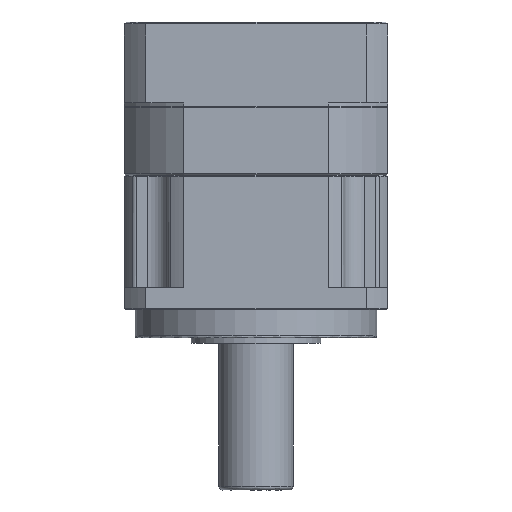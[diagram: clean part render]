
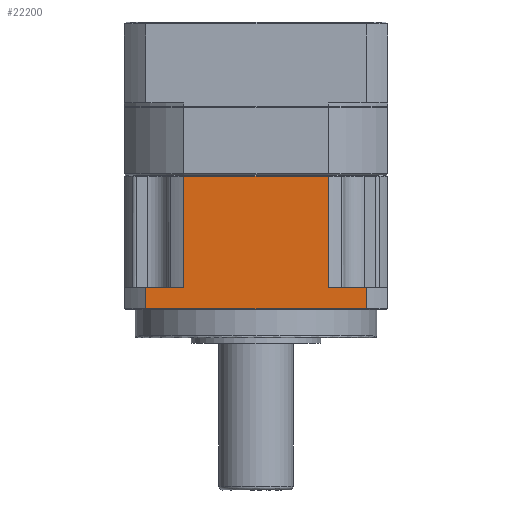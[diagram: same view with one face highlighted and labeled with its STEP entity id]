
A CAD part, front view. The second image highlights one B-rep face of the part: STEP entity #22200.
In plain terms, the highlighted planar face has unit normal (0, -1, 0).
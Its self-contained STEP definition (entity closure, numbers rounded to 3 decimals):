
#100 = EDGE_CURVE ( 'NONE', #2911, #5860, #20508, .T. ) ;
#1065 = CARTESIAN_POINT ( 'NONE',  ( -38.987, -71., -21.5 ) ) ;
#1194 = CARTESIAN_POINT ( 'NONE',  ( -38.987, -71., 30.5 ) ) ;
#1361 = LINE ( 'NONE', #7264, #9916 ) ;
#2262 = LINE ( 'NONE', #3286, #19815 ) ;
#2535 = LINE ( 'NONE', #4507, #11618 ) ;
#2911 = VERTEX_POINT ( 'NONE', #1065 ) ;
#3286 = CARTESIAN_POINT ( 'NONE',  ( -59.29, -71., 30.5 ) ) ;
#3329 = DIRECTION ( 'NONE',  ( 0., 0., -1. ) ) ;
#3883 = DIRECTION ( 'NONE',  ( -1., 0., 0. ) ) ;
#4454 = DIRECTION ( 'NONE',  ( 1., 0., 0. ) ) ;
#4498 = AXIS2_PLACEMENT_3D ( 'NONE', #9863, #21799, #11582 ) ;
#4507 = CARTESIAN_POINT ( 'NONE',  ( -71., -71., -33. ) ) ;
#5860 = VERTEX_POINT ( 'NONE', #17373 ) ;
#6269 = DIRECTION ( 'NONE',  ( 0., 0., -1. ) ) ;
#6582 = EDGE_CURVE ( 'NONE', #16682, #15074, #17463, .T. ) ;
#6924 = VECTOR ( 'NONE', #7853, 1000. ) ;
#7264 = CARTESIAN_POINT ( 'NONE',  ( 38.987, -71., 39. ) ) ;
#7293 = EDGE_CURVE ( 'NONE', #18864, #16682, #2535, .T. ) ;
#7312 = CARTESIAN_POINT ( 'NONE',  ( 59.29, -71., 30.5 ) ) ;
#7378 = DIRECTION ( 'NONE',  ( 0., 0., 1. ) ) ;
#7422 = EDGE_CURVE ( 'NONE', #5860, #18864, #2262, .T. ) ;
#7853 = DIRECTION ( 'NONE',  ( -1., 0., 0. ) ) ;
#7969 = VECTOR ( 'NONE', #7378, 1000. ) ;
#8233 = LINE ( 'NONE', #12316, #16667 ) ;
#8543 = ORIENTED_EDGE ( 'NONE', *, *, #7422, .T. ) ;
#8973 = DIRECTION ( 'NONE',  ( 0., 0., -1. ) ) ;
#9863 = CARTESIAN_POINT ( 'NONE',  ( -71., -71., 30.5 ) ) ;
#9916 = VECTOR ( 'NONE', #8973, 1000. ) ;
#10277 = VERTEX_POINT ( 'NONE', #17908 ) ;
#10413 = DIRECTION ( 'NONE',  ( 1., 0., 0. ) ) ;
#10450 = ORIENTED_EDGE ( 'NONE', *, *, #100, .T. ) ;
#10973 = ORIENTED_EDGE ( 'NONE', *, *, #17811, .T. ) ;
#11518 = PLANE ( 'NONE',  #4498 ) ;
#11582 = DIRECTION ( 'NONE',  ( 1., 0., 0. ) ) ;
#11618 = VECTOR ( 'NONE', #4454, 1000. ) ;
#12316 = CARTESIAN_POINT ( 'NONE',  ( -71., -71., -21.5 ) ) ;
#12414 = ORIENTED_EDGE ( 'NONE', *, *, #15221, .F. ) ;
#12534 = CARTESIAN_POINT ( 'NONE',  ( -71., -71., -21.5 ) ) ;
#13005 = ORIENTED_EDGE ( 'NONE', *, *, #15350, .F. ) ;
#13114 = VERTEX_POINT ( 'NONE', #13374 ) ;
#13122 = EDGE_LOOP ( 'NONE', ( #18588, #13005, #12414, #10973, #10450, #8543, #13274, #18985 ) ) ;
#13274 = ORIENTED_EDGE ( 'NONE', *, *, #7293, .T. ) ;
#13374 = CARTESIAN_POINT ( 'NONE',  ( 38.987, -71., -21.5 ) ) ;
#13385 = CARTESIAN_POINT ( 'NONE',  ( 59.29, -71., -21.5 ) ) ;
#13808 = CARTESIAN_POINT ( 'NONE',  ( -35.5, -71., 38.5 ) ) ;
#15074 = VERTEX_POINT ( 'NONE', #13385 ) ;
#15221 = EDGE_CURVE ( 'NONE', #10277, #17771, #19172, .T. ) ;
#15350 = EDGE_CURVE ( 'NONE', #17771, #13114, #1361, .T. ) ;
#16407 = CARTESIAN_POINT ( 'NONE',  ( 38.987, -71., 38.5 ) ) ;
#16667 = VECTOR ( 'NONE', #3883, 1000. ) ;
#16682 = VERTEX_POINT ( 'NONE', #21523 ) ;
#16826 = VECTOR ( 'NONE', #6269, 1000. ) ;
#17357 = LINE ( 'NONE', #1194, #16826 ) ;
#17373 = CARTESIAN_POINT ( 'NONE',  ( -59.29, -71., -21.5 ) ) ;
#17463 = LINE ( 'NONE', #7312, #7969 ) ;
#17771 = VERTEX_POINT ( 'NONE', #16407 ) ;
#17811 = EDGE_CURVE ( 'NONE', #10277, #2911, #17357, .T. ) ;
#17908 = CARTESIAN_POINT ( 'NONE',  ( -38.987, -71., 38.5 ) ) ;
#18588 = ORIENTED_EDGE ( 'NONE', *, *, #19231, .T. ) ;
#18656 = VECTOR ( 'NONE', #10413, 1000. ) ;
#18864 = VERTEX_POINT ( 'NONE', #21503 ) ;
#18985 = ORIENTED_EDGE ( 'NONE', *, *, #6582, .T. ) ;
#19172 = LINE ( 'NONE', #13808, #18656 ) ;
#19231 = EDGE_CURVE ( 'NONE', #15074, #13114, #8233, .T. ) ;
#19815 = VECTOR ( 'NONE', #3329, 1000. ) ;
#20508 = LINE ( 'NONE', #12534, #6924 ) ;
#21503 = CARTESIAN_POINT ( 'NONE',  ( -59.29, -71., -33. ) ) ;
#21523 = CARTESIAN_POINT ( 'NONE',  ( 59.29, -71., -33. ) ) ;
#21799 = DIRECTION ( 'NONE',  ( 0., -1., 0. ) ) ;
#22038 = FACE_OUTER_BOUND ( 'NONE', #13122, .T. ) ;
#22200 = ADVANCED_FACE ( 'NONE', ( #22038 ), #11518, .T. ) ;
